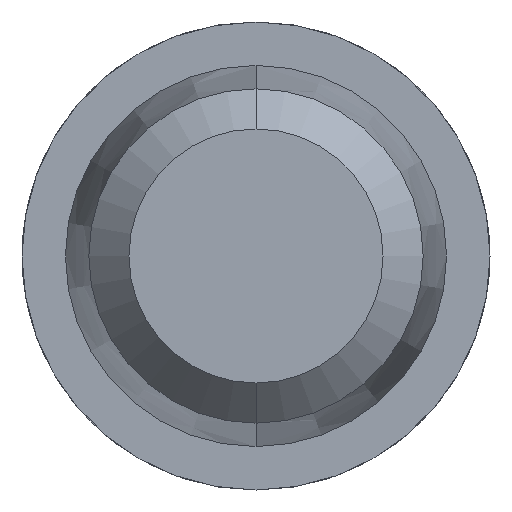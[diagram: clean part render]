
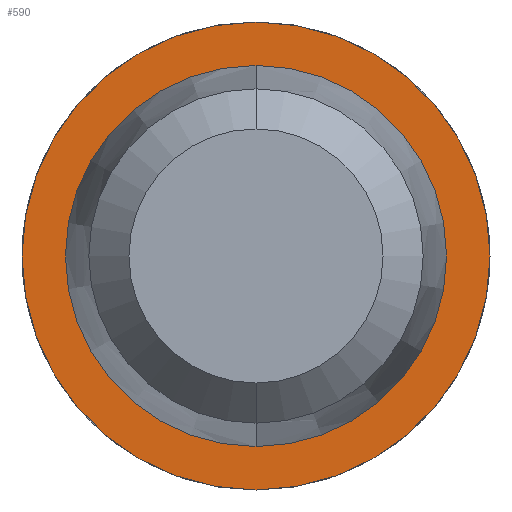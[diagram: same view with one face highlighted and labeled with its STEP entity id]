
A CAD part, front view. The second image highlights one B-rep face of the part: STEP entity #590.
In plain terms, the highlighted planar face has unit normal (0, -1, 0).
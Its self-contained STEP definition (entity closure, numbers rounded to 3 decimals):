
#105 = DIRECTION ( 'NONE',  ( 0., -1., 0. ) ) ;
#114 = DIRECTION ( 'NONE',  ( 0., 0., -1. ) ) ;
#139 = DIRECTION ( 'NONE',  ( 0., -1., 0. ) ) ;
#212 = AXIS2_PLACEMENT_3D ( 'NONE', #2110, #105, #3785 ) ;
#300 = FACE_OUTER_BOUND ( 'NONE', #1592, .T. ) ;
#382 = VERTEX_POINT ( 'NONE', #1631 ) ;
#561 = FACE_BOUND ( 'NONE', #3122, .T. ) ;
#590 = ADVANCED_FACE ( 'Defeature ausgef�hrt2_10', ( #300, #561 ), #2794, .T. ) ;
#1080 = CIRCLE ( 'NONE', #4235, 0.7 ) ;
#1103 = AXIS2_PLACEMENT_3D ( 'NONE', #2767, #2120, #3792 ) ;
#1119 = CARTESIAN_POINT ( 'NONE',  ( 0., 26., -0.57 ) ) ;
#1195 = VERTEX_POINT ( 'NONE', #1119 ) ;
#1212 = CARTESIAN_POINT ( 'NONE',  ( 0., 26., 0.7 ) ) ;
#1417 = AXIS2_PLACEMENT_3D ( 'NONE', #2187, #2884, #3881 ) ;
#1484 = EDGE_CURVE ( 'Defeature ausgef�hrt2_9+Defeature ausgef�hrt2_10+Defeature ausgef�hrt2_10+Defeature ausgef�hrt2_10', #382, #1195, #1865, .T. ) ;
#1592 = EDGE_LOOP ( 'NONE', ( #2280, #1757 ) ) ;
#1631 = CARTESIAN_POINT ( 'NONE',  ( 0., 26., 0.57 ) ) ;
#1757 = ORIENTED_EDGE ( 'NONE', *, *, #3797, .T. ) ;
#1825 = CARTESIAN_POINT ( 'NONE',  ( 0., 26., 0. ) ) ;
#1845 = EDGE_CURVE ( 'Defeature ausgef�hrt2_9+Defeature ausgef�hrt2_10+Defeature ausgef�hrt2_10+Defeature ausgef�hrt2_10', #1195, #382, #4271, .T. ) ;
#1865 = CIRCLE ( 'NONE', #212, 0.57 ) ;
#1891 = VERTEX_POINT ( 'NONE', #1212 ) ;
#2110 = CARTESIAN_POINT ( 'NONE',  ( 0., 26., 0. ) ) ;
#2119 = DIRECTION ( 'NONE',  ( 0., -1., 0. ) ) ;
#2120 = DIRECTION ( 'NONE',  ( 0., -1., 0. ) ) ;
#2187 = CARTESIAN_POINT ( 'NONE',  ( 0., 26., 0. ) ) ;
#2189 = VERTEX_POINT ( 'NONE', #3283 ) ;
#2280 = ORIENTED_EDGE ( 'NONE', *, *, #3991, .T. ) ;
#2475 = DIRECTION ( 'NONE',  ( 0., 0., -1. ) ) ;
#2767 = CARTESIAN_POINT ( 'NONE',  ( 0.57, 26., 0. ) ) ;
#2794 = PLANE ( 'NONE',  #1103 ) ;
#2810 = CIRCLE ( 'NONE', #3627, 0.7 ) ;
#2884 = DIRECTION ( 'NONE',  ( 0., -1., 0. ) ) ;
#3122 = EDGE_LOOP ( 'NONE', ( #3390, #3809 ) ) ;
#3283 = CARTESIAN_POINT ( 'NONE',  ( 0., 26., -0.7 ) ) ;
#3390 = ORIENTED_EDGE ( 'NONE', *, *, #1484, .F. ) ;
#3467 = CARTESIAN_POINT ( 'NONE',  ( 0., 26., 0. ) ) ;
#3627 = AXIS2_PLACEMENT_3D ( 'NONE', #3467, #2119, #114 ) ;
#3785 = DIRECTION ( 'NONE',  ( 0., 0., -1. ) ) ;
#3792 = DIRECTION ( 'NONE',  ( 0., 0., -1. ) ) ;
#3797 = EDGE_CURVE ( 'Defeature ausgef�hrt2_10+Defeature ausgef�hrt2_11+Defeature ausgef�hrt2_11+Defeature ausgef�hrt2_11', #1891, #2189, #1080, .T. ) ;
#3809 = ORIENTED_EDGE ( 'NONE', *, *, #1845, .F. ) ;
#3881 = DIRECTION ( 'NONE',  ( 0., 0., -1. ) ) ;
#3991 = EDGE_CURVE ( 'Defeature ausgef�hrt2_10+Defeature ausgef�hrt2_11+Defeature ausgef�hrt2_11+Defeature ausgef�hrt2_11', #2189, #1891, #2810, .T. ) ;
#4235 = AXIS2_PLACEMENT_3D ( 'NONE', #1825, #139, #2475 ) ;
#4271 = CIRCLE ( 'NONE', #1417, 0.57 ) ;
